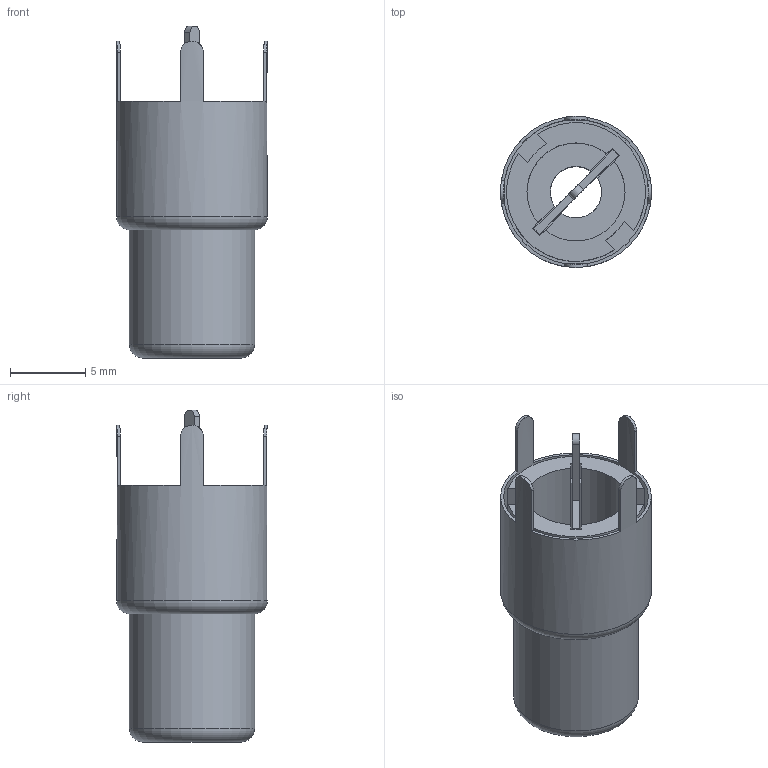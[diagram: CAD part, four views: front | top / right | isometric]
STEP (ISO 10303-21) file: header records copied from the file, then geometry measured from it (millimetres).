
FILE_DESCRIPTION(/* description */ ('Alibre Inc.'),/* implementation_level */ '2;1');
FILE_NAME(/* name */ 'export0',/* time_stamp */ '2015-11-02T13:45:12+09:00',/* author */ (''),/* organization */ (''),/* preprocessor_version */ 'ST-DEVELOPER v12',/* originating_system */ 'Alibre',/* authorisation */ '');
FILE_SCHEMA (('CONFIG_CONTROL_DESIGN'));
Length unit declared in the file: centimetre
Products named in the file (1): ID_1
Bounding box: 10 x 10 x 22 mm (x, y, z)
Volume: 721.6 mm3; surface area: 1552.2 mm2
Topology: 1 solids, 1 shells, 78 faces, 232 edges, 154 vertices
Faces by surface type: plane 54, cylinder 21, torus 2, cone 1
Full cylindrical faces by diameter (mm): 3.4 x1, 6.3 x1, 8.3 x1, 9.6 x1, 10 x1
Entity records: 2990 total; most frequent: CARTESIAN_POINT 960, ORIENTED_EDGE 446, DIRECTION 319, EDGE_CURVE 223, VERTEX_POINT 153, VECTOR 152, LINE 152, AXIS2_PLACEMENT_3D 107
